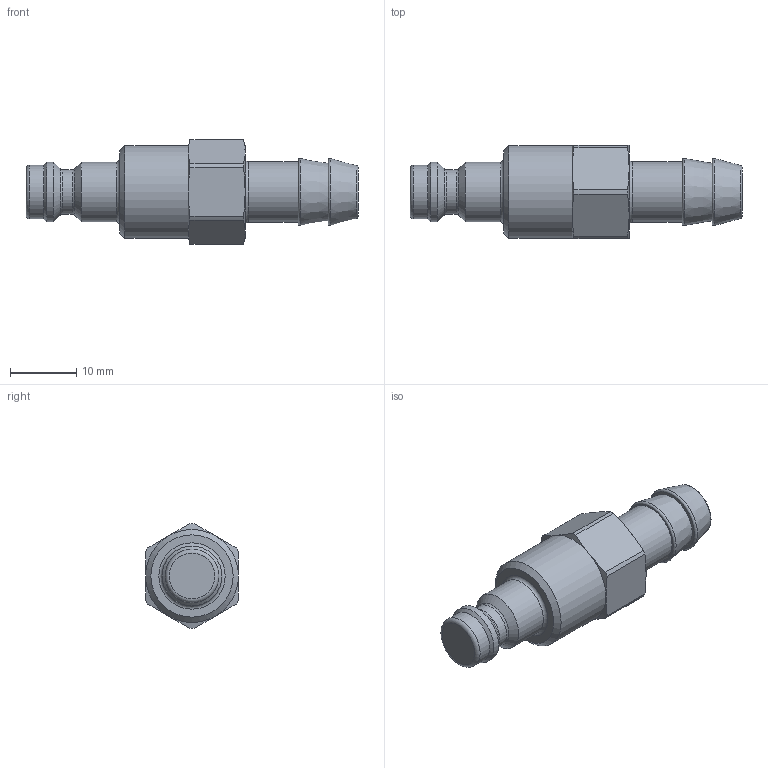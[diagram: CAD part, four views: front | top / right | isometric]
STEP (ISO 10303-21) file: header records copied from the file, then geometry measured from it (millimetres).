
FILE_DESCRIPTION((''),'2;1');
FILE_NAME('21sbtf09mpn.stp','2014-09-19T10:33:39',('MS049480'),(''),'Autodesk Inventor 2013','Autodesk Inventor 2013','');
FILE_SCHEMA(('AUTOMOTIVE_DESIGN { 1 0 10303 214 1 1 1 1 }'));
Length unit declared in the file: millimetre
Products named in the file (1): D111907
Bounding box: 50 x 14 x 15.8 mm (x, y, z)
Volume: 4406.8 mm3; surface area: 3370 mm2
Topology: 1 solids, 3 shells, 67 faces, 139 edges, 80 vertices
Faces by surface type: cone 26, cylinder 18, plane 14, torus 9
Full cylindrical faces by diameter (mm): 5.5 x1, 6.65 x1, 8.1 x1, 9 x2, 9.05 x1, 9.5 x1, 10.45 x1, 11 x1, 11.98 x1, 12 x1, 14 x1
Entity records: 1629 total; most frequent: CARTESIAN_POINT 294, DIRECTION 278, ORIENTED_EDGE 202, AXIS2_PLACEMENT_3D 133, EDGE_LOOP 108, EDGE_CURVE 101, VERTEX_POINT 77, FACE_OUTER_BOUND 67
